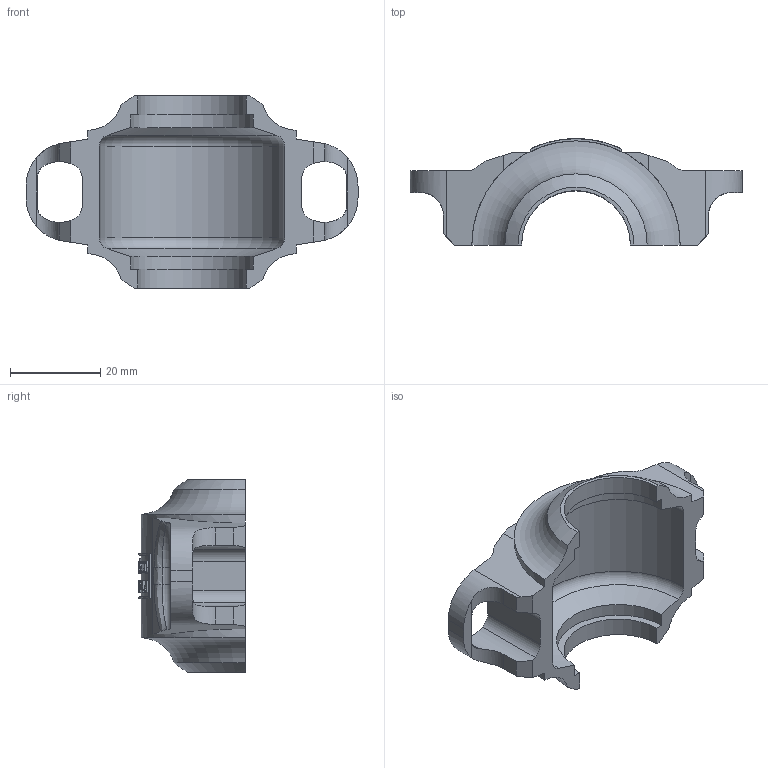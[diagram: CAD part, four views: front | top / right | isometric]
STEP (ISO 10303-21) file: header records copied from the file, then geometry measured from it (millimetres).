
FILE_DESCRIPTION(/* description */ ('PIEDMONT STYLE B MEDIUM PRESSURE 316SS COUPLING'),/* implementation_level */ '2;1');
FILE_NAME(/* name */ 'Style_K-0.75.stp',/* time_stamp */ '2015-05-01T12:00:23-04:00',/* author */ ('Abdullah.Hafiz'),/* organization */ (''),/* preprocessor_version */ 'ST-DEVELOPER v15.6',/* originating_system */ 'Autodesk Inventor 2015',/* authorisation */ '');
FILE_SCHEMA (('AUTOMOTIVE_DESIGN { 1 0 10303 214 3 1 1 }'));
Length unit declared in the file: inch
Products named in the file (1): PIE-CK
Bounding box: 73.66 x 23.62 x 42.67 mm (x, y, z)
Volume: 14080.9 mm3; surface area: 8937 mm2
Topology: 1 solids, 1 shells, 368 faces, 1016 edges, 676 vertices
Faces by surface type: plane 173, bspline 129, cylinder 56, torus 8, cone 2
Entity records: 14378 total; most frequent: CARTESIAN_POINT 5607, ORIENTED_EDGE 2032, DIRECTION 1468, EDGE_CURVE 1016, VERTEX_POINT 676, LINE 496, VECTOR 496, AXIS2_PLACEMENT_3D 486
